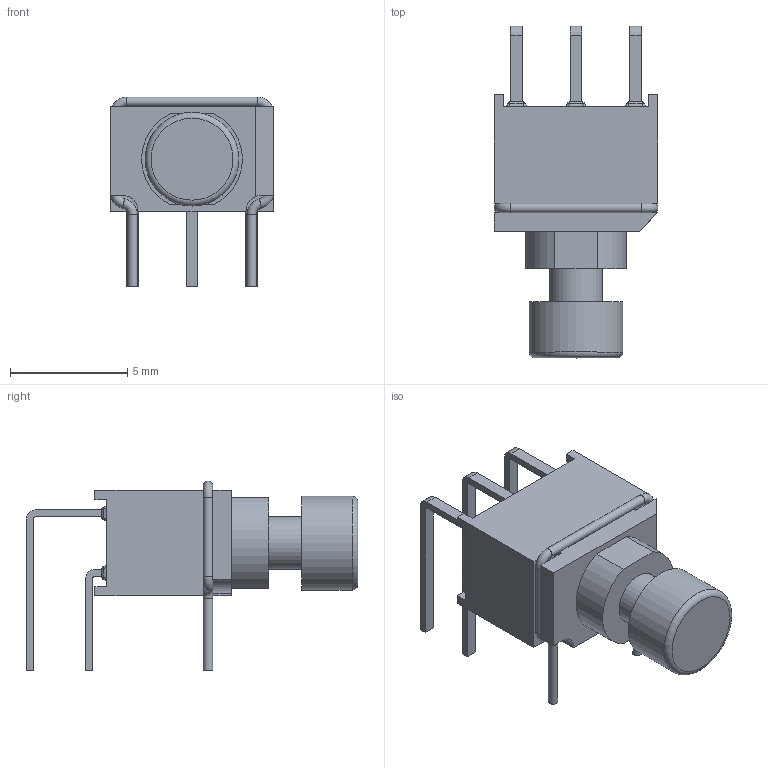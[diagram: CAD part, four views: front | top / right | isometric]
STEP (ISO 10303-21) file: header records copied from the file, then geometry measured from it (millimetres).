
FILE_DESCRIPTION((' '),'2;1');
FILE_NAME('800UDP8P1A1M6RER1xxx.stp','2017-08-02T08:28:05',(' '),(' '),' ','ACIS',' ');
FILE_SCHEMA(('CONFIG_CONTROL_DESIGN'));
Length unit declared in the file: inch
Products named in the file (1): 800UDP8P1A1M6RER1xxx.stp
Bounding box: 7 x 14.17 x 8.1 mm (x, y, z)
Surface area: 439.1 mm2 (no closed solid volume)
Topology: 0 solids, 1 shells, 239 faces, 590 edges, 361 vertices
Faces by surface type: plane 130, cylinder 78, sphere 24, torus 7
Full cylindrical faces by diameter (mm): 0.4 x5, 2.25 x1, 2.3 x1, 4 x1
Entity records: 7018 total; most frequent: DIRECTION 1235, CARTESIAN_POINT 1174, ORIENTED_EDGE 1152, EDGE_CURVE 577, AXIS2_PLACEMENT_3D 418, VECTOR 399, LINE 399, VERTEX_POINT 357
